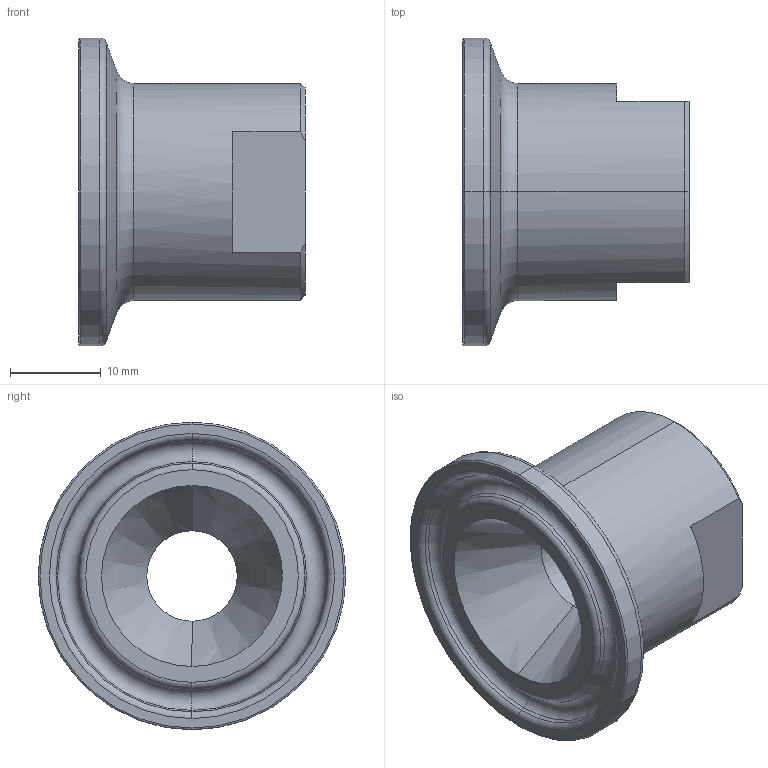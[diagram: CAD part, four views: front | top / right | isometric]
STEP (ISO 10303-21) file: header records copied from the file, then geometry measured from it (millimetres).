
FILE_DESCRIPTION (( 'STEP AP214' ), '1' );
FILE_NAME ('AF.D20.025.STEP', '2020-03-26T16:28:41', ( '' ), ( '' ), 'SwSTEP 2.0', 'SolidWorks 2019', '' );
FILE_SCHEMA (( 'AUTOMOTIVE_DESIGN' ));
Length unit declared in the file: millimetre
Products named in the file (1): AF.D20.025
Bounding box: 25 x 34 x 34 mm (x, y, z)
Volume: 9015.8 mm3; surface area: 4542.4 mm2
Topology: 1 solids, 1 shells, 44 faces, 94 edges, 55 vertices
Faces by surface type: cone 13, torus 12, cylinder 10, plane 9
Entity records: 1237 total; most frequent: DIRECTION 241, CARTESIAN_POINT 206, ORIENTED_EDGE 188, AXIS2_PLACEMENT_3D 106, EDGE_CURVE 94, CIRCLE 61, VERTEX_POINT 55, EDGE_LOOP 49
